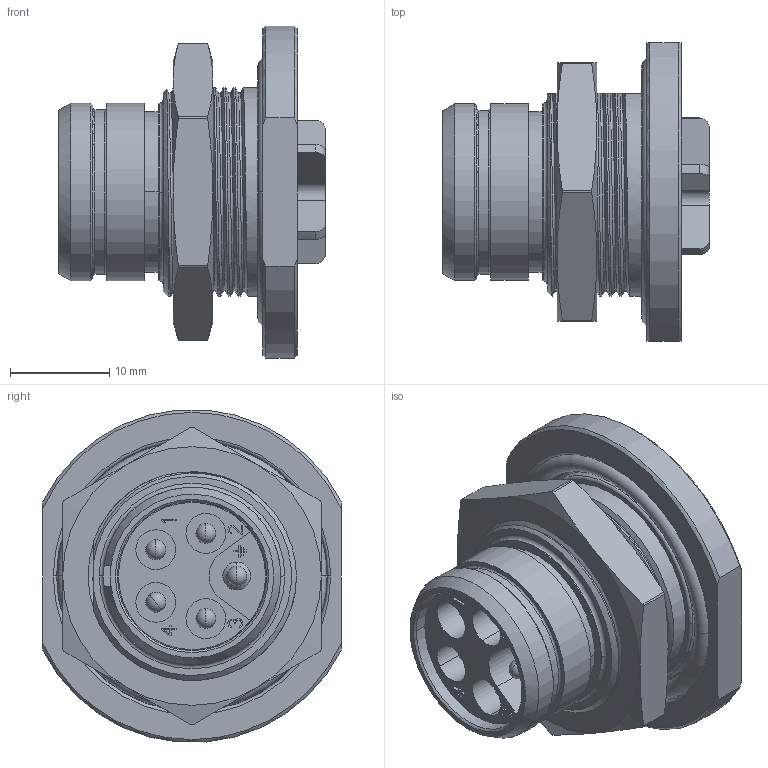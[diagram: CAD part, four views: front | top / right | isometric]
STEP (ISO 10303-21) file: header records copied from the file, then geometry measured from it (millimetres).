
FILE_DESCRIPTION((''),'2;1');
FILE_NAME('1331EV205MZ','2024-07-17T15:41:34',('paultorloting'),('NET AG system integration'),'CREO PARAMETRIC BY PTC INC, 2021404','CREO PARAMETRIC BY PTC INC, 2021404','');
FILE_SCHEMA(('AUTOMOTIVE_DESIGN { 1 0 10303 214 1 1 1 1 }'));
Length unit declared in the file: millimetre
Products named in the file (1): 1331EV205MZ
Bounding box: 26.8 x 30 x 33.38 mm (x, y, z)
Volume: 7656.5 mm3; surface area: 8127.5 mm2
Topology: 1 solids, 1 shells, 486 faces, 1307 edges, 835 vertices
Faces by surface type: plane 235, cylinder 132, cone 49, torus 30, bspline 30, sphere 10
Entity records: 22748 total; most frequent: CARTESIAN_POINT 8113, ORIENTED_EDGE 2574, DIRECTION 2284, EDGE_CURVE 1287, VERTEX_POINT 835, AXIS2_PLACEMENT_3D 790, VECTOR 701, LINE 701
